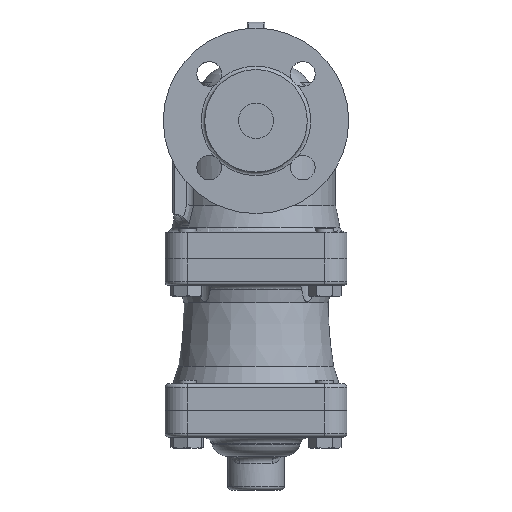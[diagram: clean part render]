
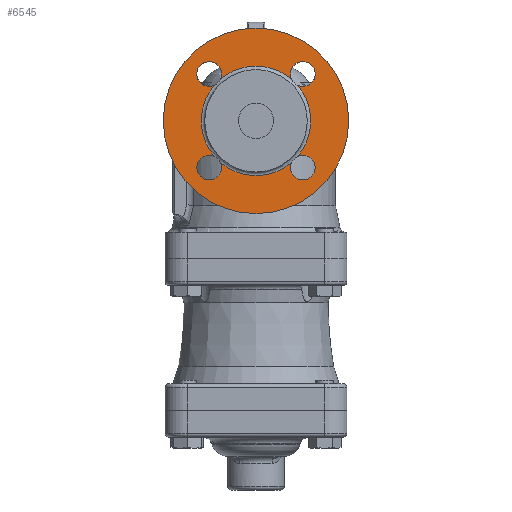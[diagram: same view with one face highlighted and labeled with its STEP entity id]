
A CAD part, left-side view. The second image highlights one B-rep face of the part: STEP entity #6545.
In plain terms, the highlighted planar face has unit normal (-1, 0, 0).
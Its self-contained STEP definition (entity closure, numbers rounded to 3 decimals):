
#1205=PLANE('',#7226);
#1323=FACE_BOUND('',#2211,.T.);
#1695=FACE_OUTER_BOUND('',#2210,.T.);
#2210=EDGE_LOOP('',(#5821));
#2211=EDGE_LOOP('',(#5822,#5823,#5824,#5825,#5826,#5827,#5828,#5829));
#2558=CIRCLE('',#7207,52.5);
#2561=CIRCLE('',#7213,31.);
#2562=CIRCLE('',#7214,31.);
#2563=CIRCLE('',#7215,31.);
#2564=CIRCLE('',#7216,31.);
#2566=CIRCLE('',#7219,7.);
#2567=CIRCLE('',#7221,7.);
#2568=CIRCLE('',#7223,7.);
#2569=CIRCLE('',#7225,7.);
#3178=VERTEX_POINT('',#17322);
#3181=VERTEX_POINT('',#17331);
#3182=VERTEX_POINT('',#17332);
#3183=VERTEX_POINT('',#17345);
#3184=VERTEX_POINT('',#17347);
#3185=VERTEX_POINT('',#17360);
#3186=VERTEX_POINT('',#17362);
#3187=VERTEX_POINT('',#17375);
#3188=VERTEX_POINT('',#17377);
#4078=EDGE_CURVE('',#3178,#3178,#2558,.T.);
#4082=EDGE_CURVE('',#3181,#3183,#2561,.T.);
#4084=EDGE_CURVE('',#3184,#3185,#2562,.T.);
#4086=EDGE_CURVE('',#3186,#3187,#2563,.T.);
#4088=EDGE_CURVE('',#3188,#3182,#2564,.T.);
#4090=EDGE_CURVE('',#3181,#3182,#2566,.T.);
#4091=EDGE_CURVE('',#3188,#3187,#2567,.T.);
#4092=EDGE_CURVE('',#3186,#3185,#2568,.T.);
#4093=EDGE_CURVE('',#3184,#3183,#2569,.T.);
#5821=ORIENTED_EDGE('',*,*,#4078,.T.);
#5822=ORIENTED_EDGE('',*,*,#4088,.F.);
#5823=ORIENTED_EDGE('',*,*,#4091,.T.);
#5824=ORIENTED_EDGE('',*,*,#4086,.F.);
#5825=ORIENTED_EDGE('',*,*,#4092,.T.);
#5826=ORIENTED_EDGE('',*,*,#4084,.F.);
#5827=ORIENTED_EDGE('',*,*,#4093,.T.);
#5828=ORIENTED_EDGE('',*,*,#4082,.F.);
#5829=ORIENTED_EDGE('',*,*,#4090,.T.);
#6545=ADVANCED_FACE('',(#1695,#1323),#1205,.F.);
#7207=AXIS2_PLACEMENT_3D('',#17323,#8780,#8781);
#7213=AXIS2_PLACEMENT_3D('',#17346,#8792,#8793);
#7214=AXIS2_PLACEMENT_3D('',#17361,#8794,#8795);
#7215=AXIS2_PLACEMENT_3D('',#17376,#8796,#8797);
#7216=AXIS2_PLACEMENT_3D('',#17390,#8798,#8799);
#7219=AXIS2_PLACEMENT_3D('',#17394,#8804,#8805);
#7221=AXIS2_PLACEMENT_3D('',#17396,#8808,#8809);
#7223=AXIS2_PLACEMENT_3D('',#17398,#8812,#8813);
#7225=AXIS2_PLACEMENT_3D('',#17400,#8816,#8817);
#7226=AXIS2_PLACEMENT_3D('',#17401,#8818,#8819);
#8780=DIRECTION('center_axis',(-1.,0.,0.));
#8781=DIRECTION('ref_axis',(0.,0.,1.));
#8792=DIRECTION('center_axis',(-1.,0.,0.));
#8793=DIRECTION('ref_axis',(0.,0.,-1.));
#8794=DIRECTION('center_axis',(-1.,0.,0.));
#8795=DIRECTION('ref_axis',(0.,0.,-1.));
#8796=DIRECTION('center_axis',(-1.,0.,0.));
#8797=DIRECTION('ref_axis',(0.,0.,-1.));
#8798=DIRECTION('center_axis',(-1.,0.,0.));
#8799=DIRECTION('ref_axis',(0.,0.,-1.));
#8804=DIRECTION('center_axis',(1.,0.,0.));
#8805=DIRECTION('ref_axis',(0.,1.,0.));
#8808=DIRECTION('center_axis',(1.,0.,0.));
#8809=DIRECTION('ref_axis',(0.,0.,
1.));
#8812=DIRECTION('center_axis',(1.,0.,0.));
#8813=DIRECTION('ref_axis',(0.,-1.,0.));
#8816=DIRECTION('center_axis',(1.,0.,0.));
#8817=DIRECTION('ref_axis',(0.,0.,-1.));
#8818=DIRECTION('center_axis',(1.,0.,0.));
#8819=DIRECTION('ref_axis',(0.,0.,-1.));
#17322=CARTESIAN_POINT('',(-95.,0.,130.5));
#17323=CARTESIAN_POINT('Origin',(-95.,0.,78.));
#17331=CARTESIAN_POINT('',(-95.,-20.188,101.526));
#17332=CARTESIAN_POINT('',(-95.,-23.526,98.188));
#17345=CARTESIAN_POINT('',(-95.,20.188,101.526));
#17346=CARTESIAN_POINT('Origin',(-95.,0.,78.));
#17347=CARTESIAN_POINT('',(-95.,23.526,98.188));
#17360=CARTESIAN_POINT('',(-95.,23.526,57.812));
#17361=CARTESIAN_POINT('Origin',(-95.,0.,78.));
#17362=CARTESIAN_POINT('',(-95.,20.188,54.474));
#17375=CARTESIAN_POINT('',(-95.,-20.188,54.474));
#17376=CARTESIAN_POINT('Origin',(-95.,0.,78.));
#17377=CARTESIAN_POINT('',(-95.,-23.526,57.812));
#17390=CARTESIAN_POINT('Origin',(-95.,0.,78.));
#17394=CARTESIAN_POINT('Origin',(-95.,-26.517,104.517));
#17396=CARTESIAN_POINT('Origin',(-95.,-26.517,51.483));
#17398=CARTESIAN_POINT('Origin',(-95.,26.517,51.483));
#17400=CARTESIAN_POINT('Origin',(-95.,26.517,104.517));
#17401=CARTESIAN_POINT('Origin',(-95.,0.,118.75));
